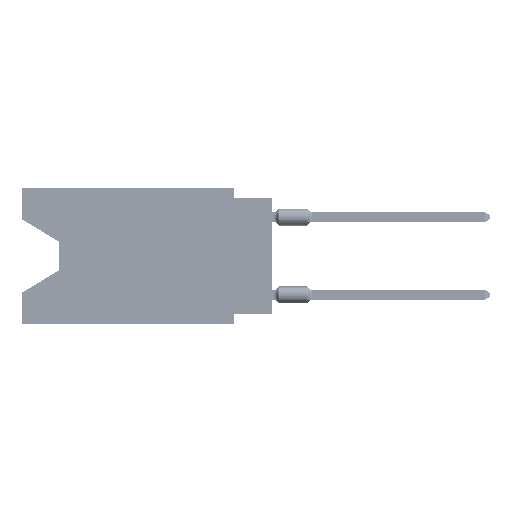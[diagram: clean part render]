
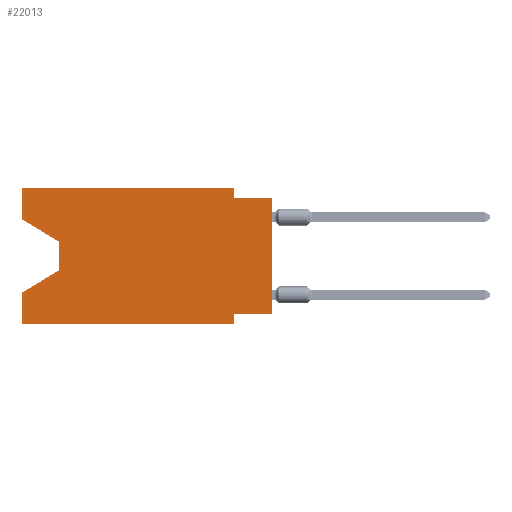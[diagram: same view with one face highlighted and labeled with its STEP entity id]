
A CAD part, left-side view. The second image highlights one B-rep face of the part: STEP entity #22013.
In plain terms, the highlighted planar face has unit normal (-1, 0, 0).
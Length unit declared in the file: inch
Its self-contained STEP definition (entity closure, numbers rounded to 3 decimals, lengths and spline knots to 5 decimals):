
#498 = CARTESIAN_POINT ( 'NONE',  ( 0., 0.645, -0.08025 ) ) ;
#540 = ORIENTED_EDGE ( 'NONE', *, *, #98242, .F. ) ;
#894 = DIRECTION ( 'NONE',  ( 0., 0.855, -0.519 ) ) ;
#3535 = VERTEX_POINT ( 'NONE', #72750 ) ;
#4359 = VECTOR ( 'NONE', #894, 39.37008 ) ;
#5182 = VERTEX_POINT ( 'NONE', #58599 ) ;
#5765 = VERTEX_POINT ( 'NONE', #59493 ) ;
#7652 = EDGE_CURVE ( 'NONE', #3535, #5182, #80205, .T. ) ;
#8729 = CARTESIAN_POINT ( 'NONE',  ( 0., 0.55, -0.212 ) ) ;
#9536 = ORIENTED_EDGE ( 'NONE', *, *, #17666, .T. ) ;
#9547 = EDGE_CURVE ( 'NONE', #5182, #99257, #69350, .T. ) ;
#9656 = CARTESIAN_POINT ( 'NONE',  ( 0., 0.1, -0.35 ) ) ;
#10180 = ORIENTED_EDGE ( 'NONE', *, *, #99713, .F. ) ;
#11940 = DIRECTION ( 'NONE',  ( 0., -1., 0. ) ) ;
#14033 = VECTOR ( 'NONE', #102484, 39.37008 ) ;
#15965 = VECTOR ( 'NONE', #11940, 39.37008 ) ;
#16214 = VERTEX_POINT ( 'NONE', #40082 ) ;
#17144 = VECTOR ( 'NONE', #17480, 39.37008 ) ;
#17480 = DIRECTION ( 'NONE',  ( 0., 0., -1. ) ) ;
#17666 = EDGE_CURVE ( 'NONE', #20481, #57398, #75710, .T. ) ;
#19204 = VECTOR ( 'NONE', #30381, 39.37008 ) ;
#19909 = LINE ( 'NONE', #60622, #58507 ) ;
#19981 = VECTOR ( 'NONE', #69105, 39.37008 ) ;
#20202 = VECTOR ( 'NONE', #50460, 39.37008 ) ;
#20474 = CARTESIAN_POINT ( 'NONE',  ( 0., 0.645, -0.26975 ) ) ;
#20481 = VERTEX_POINT ( 'NONE', #498 ) ;
#21216 = ORIENTED_EDGE ( 'NONE', *, *, #93157, .T. ) ;
#22013 = ADVANCED_FACE ( 'NONE', ( #64305 ), #56451, .F. ) ;
#22440 = CARTESIAN_POINT ( 'NONE',  ( 0., 0.645, -0.35 ) ) ;
#23630 = LINE ( 'NONE', #54942, #14033 ) ;
#25940 = LINE ( 'NONE', #8729, #4359 ) ;
#26155 = DIRECTION ( 'NONE',  ( 0., -0.855, -0.519 ) ) ;
#28259 = EDGE_CURVE ( 'NONE', #16214, #102140, #41525, .T. ) ;
#29169 = VECTOR ( 'NONE', #60352, 39.37008 ) ;
#30381 = DIRECTION ( 'NONE',  ( 0., 1., 0. ) ) ;
#32088 = VERTEX_POINT ( 'NONE', #86388 ) ;
#34333 = ORIENTED_EDGE ( 'NONE', *, *, #28259, .T. ) ;
#34580 = EDGE_CURVE ( 'NONE', #32088, #65247, #25940, .T. ) ;
#37239 = LINE ( 'NONE', #76931, #19981 ) ;
#37977 = CARTESIAN_POINT ( 'NONE',  ( 0., 0.55, -0.138 ) ) ;
#40082 = CARTESIAN_POINT ( 'NONE',  ( 0., 0.645, -0.35 ) ) ;
#41525 = LINE ( 'NONE', #22440, #66095 ) ;
#46287 = VERTEX_POINT ( 'NONE', #64516 ) ;
#48465 = ORIENTED_EDGE ( 'NONE', *, *, #84784, .T. ) ;
#49033 = ORIENTED_EDGE ( 'NONE', *, *, #7652, .F. ) ;
#49227 = EDGE_CURVE ( 'NONE', #5765, #46287, #79430, .T. ) ;
#49429 = LINE ( 'NONE', #97960, #20202 ) ;
#50460 = DIRECTION ( 'NONE',  ( 0., 0., 1. ) ) ;
#52798 = DIRECTION ( 'NONE',  ( 0., 0., 1. ) ) ;
#54392 = CARTESIAN_POINT ( 'NONE',  ( 0., 0., -0.325 ) ) ;
#54502 = ORIENTED_EDGE ( 'NONE', *, *, #34580, .T. ) ;
#54942 = CARTESIAN_POINT ( 'NONE',  ( 0., 0.645, 0. ) ) ;
#56169 = CARTESIAN_POINT ( 'NONE',  ( 0., 0.1, 0. ) ) ;
#56451 = PLANE ( 'NONE',  #60462 ) ;
#57398 = VERTEX_POINT ( 'NONE', #37977 ) ;
#58507 = VECTOR ( 'NONE', #52798, 39.37008 ) ;
#58599 = CARTESIAN_POINT ( 'NONE',  ( 0., 0.1, -0.025 ) ) ;
#59004 = VECTOR ( 'NONE', #73381, 39.37008 ) ;
#59493 = CARTESIAN_POINT ( 'NONE',  ( 0., 0., -0.325 ) ) ;
#59977 = CARTESIAN_POINT ( 'NONE',  ( 0., 0.645, 0. ) ) ;
#60352 = DIRECTION ( 'NONE',  ( 0., 0., 1. ) ) ;
#60462 = AXIS2_PLACEMENT_3D ( 'NONE', #88303, #73160, #88818 ) ;
#60622 = CARTESIAN_POINT ( 'NONE',  ( 0., 0.645, 0. ) ) ;
#62091 = DIRECTION ( 'NONE',  ( 0., -1., 0. ) ) ;
#64305 = FACE_OUTER_BOUND ( 'NONE', #97476, .T. ) ;
#64516 = CARTESIAN_POINT ( 'NONE',  ( 0., 0.1, -0.325 ) ) ;
#65247 = VERTEX_POINT ( 'NONE', #20474 ) ;
#66095 = VECTOR ( 'NONE', #62091, 39.37008 ) ;
#68342 = CARTESIAN_POINT ( 'NONE',  ( 0., 0.1, -0.35 ) ) ;
#69105 = DIRECTION ( 'NONE',  ( 0., 0., -1. ) ) ;
#69350 = LINE ( 'NONE', #75088, #15965 ) ;
#70320 = ORIENTED_EDGE ( 'NONE', *, *, #49227, .F. ) ;
#72750 = CARTESIAN_POINT ( 'NONE',  ( 0., 0.1, 0. ) ) ;
#73160 = DIRECTION ( 'NONE',  ( 1., 0., 0. ) ) ;
#73381 = DIRECTION ( 'NONE',  ( 0., 0., -1. ) ) ;
#75088 = CARTESIAN_POINT ( 'NONE',  ( 0., 0., -0.025 ) ) ;
#75710 = LINE ( 'NONE', #97676, #81762 ) ;
#76931 = CARTESIAN_POINT ( 'NONE',  ( 0., 0.55, -0.138 ) ) ;
#79430 = LINE ( 'NONE', #54392, #19204 ) ;
#80162 = EDGE_CURVE ( 'NONE', #16214, #65247, #19909, .T. ) ;
#80205 = LINE ( 'NONE', #56169, #59004 ) ;
#81762 = VECTOR ( 'NONE', #26155, 39.37008 ) ;
#82210 = LINE ( 'NONE', #9656, #17144 ) ;
#84784 = EDGE_CURVE ( 'NONE', #5765, #99257, #99517, .T. ) ;
#86388 = CARTESIAN_POINT ( 'NONE',  ( 0., 0.55, -0.212 ) ) ;
#88303 = CARTESIAN_POINT ( 'NONE',  ( 0., 0.645, 0. ) ) ;
#88470 = VERTEX_POINT ( 'NONE', #59977 ) ;
#88818 = DIRECTION ( 'NONE',  ( 0., 0., -1. ) ) ;
#91285 = ORIENTED_EDGE ( 'NONE', *, *, #9547, .F. ) ;
#91677 = CARTESIAN_POINT ( 'NONE',  ( 0., 0., 0. ) ) ;
#93157 = EDGE_CURVE ( 'NONE', #57398, #32088, #37239, .T. ) ;
#95568 = ORIENTED_EDGE ( 'NONE', *, *, #80162, .F. ) ;
#95949 = ORIENTED_EDGE ( 'NONE', *, *, #96634, .F. ) ;
#96634 = EDGE_CURVE ( 'NONE', #20481, #88470, #49429, .T. ) ;
#97476 = EDGE_LOOP ( 'NONE', ( #9536, #21216, #54502, #95568, #34333, #540, #70320, #48465, #91285, #49033, #10180, #95949 ) ) ;
#97676 = CARTESIAN_POINT ( 'NONE',  ( 0., 0.645, -0.08025 ) ) ;
#97960 = CARTESIAN_POINT ( 'NONE',  ( 0., 0.645, 0. ) ) ;
#98242 = EDGE_CURVE ( 'NONE', #46287, #102140, #82210, .T. ) ;
#99257 = VERTEX_POINT ( 'NONE', #101131 ) ;
#99517 = LINE ( 'NONE', #91677, #29169 ) ;
#99713 = EDGE_CURVE ( 'NONE', #88470, #3535, #23630, .T. ) ;
#101131 = CARTESIAN_POINT ( 'NONE',  ( 0., 0., -0.025 ) ) ;
#102140 = VERTEX_POINT ( 'NONE', #68342 ) ;
#102484 = DIRECTION ( 'NONE',  ( 0., -1., 0. ) ) ;
